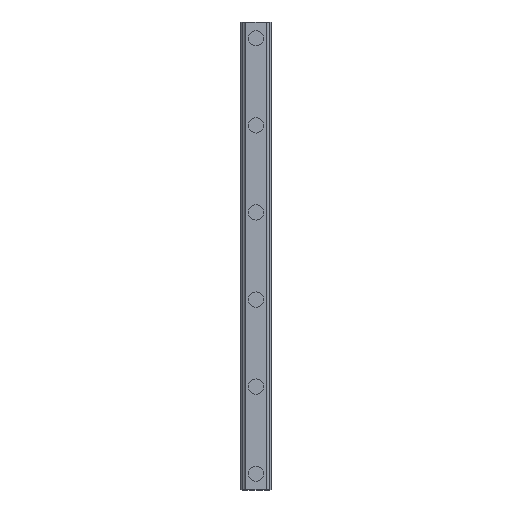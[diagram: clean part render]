
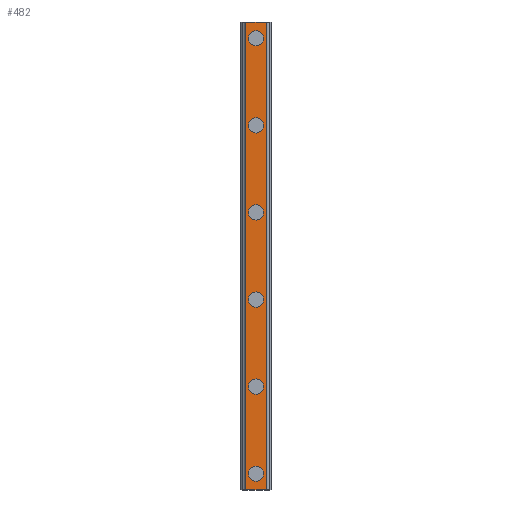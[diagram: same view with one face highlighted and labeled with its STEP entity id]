
A CAD part, top view. The second image highlights one B-rep face of the part: STEP entity #482.
In plain terms, the highlighted planar face has unit normal (0, 0, 1).
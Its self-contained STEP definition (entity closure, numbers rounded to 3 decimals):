
#482=ADVANCED_FACE('',(#998,#999,#1000,#1001,#1002,#1003,#1004),#1005,.T.);
#998=FACE_BOUND('',#1535,.T.);
#999=FACE_BOUND('',#1536,.T.);
#1000=FACE_BOUND('',#1537,.T.);
#1001=FACE_BOUND('',#1538,.T.);
#1002=FACE_BOUND('',#1539,.T.);
#1003=FACE_BOUND('',#1540,.T.);
#1004=FACE_OUTER_BOUND('',#1541,.T.);
#1005=PLANE('',#1542);
#1535=EDGE_LOOP('',(#2952,#2953));
#1536=EDGE_LOOP('',(#2954,#2955));
#1537=EDGE_LOOP('',(#2956,#2957));
#1538=EDGE_LOOP('',(#2958,#2959));
#1539=EDGE_LOOP('',(#2960,#2961));
#1540=EDGE_LOOP('',(#2962,#2963));
#1541=EDGE_LOOP('',(#2964,#2965,#2966,#2967));
#1542=AXIS2_PLACEMENT_3D('',#2968,#2969,#2970);
#2952=ORIENTED_EDGE('',*,*,#3221,.T.);
#2953=ORIENTED_EDGE('',*,*,#3633,.T.);
#2954=ORIENTED_EDGE('',*,*,#3211,.T.);
#2955=ORIENTED_EDGE('',*,*,#3639,.T.);
#2956=ORIENTED_EDGE('',*,*,#3201,.T.);
#2957=ORIENTED_EDGE('',*,*,#3645,.T.);
#2958=ORIENTED_EDGE('',*,*,#3191,.T.);
#2959=ORIENTED_EDGE('',*,*,#3651,.T.);
#2960=ORIENTED_EDGE('',*,*,#3181,.T.);
#2961=ORIENTED_EDGE('',*,*,#3657,.T.);
#2962=ORIENTED_EDGE('',*,*,#3171,.T.);
#2963=ORIENTED_EDGE('',*,*,#3663,.T.);
#2964=ORIENTED_EDGE('',*,*,#3607,.T.);
#2965=ORIENTED_EDGE('',*,*,#3720,.F.);
#2966=ORIENTED_EDGE('',*,*,#3471,.T.);
#2967=ORIENTED_EDGE('',*,*,#3718,.T.);
#2968=CARTESIAN_POINT('',(0.,430.0,26.));
#2969=DIRECTION('',(0.0,0.0,1.0));
#2970=DIRECTION('',(-1.0,0.0,0.0));
#3171=EDGE_CURVE('',#3782,#3779,#3783,.T.);
#3181=EDGE_CURVE('',#3800,#3797,#3801,.T.);
#3191=EDGE_CURVE('',#3818,#3815,#3819,.T.);
#3201=EDGE_CURVE('',#3836,#3833,#3837,.T.);
#3211=EDGE_CURVE('',#3854,#3851,#3855,.T.);
#3221=EDGE_CURVE('',#3872,#3869,#3873,.T.);
#3471=EDGE_CURVE('',#4251,#4249,#4252,.T.);
#3607=EDGE_CURVE('',#4478,#4476,#4479,.T.);
#3633=EDGE_CURVE('',#3869,#3872,#4528,.T.);
#3639=EDGE_CURVE('',#3851,#3854,#4534,.T.);
#3645=EDGE_CURVE('',#3833,#3836,#4540,.T.);
#3651=EDGE_CURVE('',#3815,#3818,#4546,.T.);
#3657=EDGE_CURVE('',#3797,#3800,#4552,.T.);
#3663=EDGE_CURVE('',#3779,#3782,#4558,.T.);
#3718=EDGE_CURVE('',#4249,#4478,#4613,.T.);
#3720=EDGE_CURVE('',#4251,#4476,#4615,.T.);
#3779=VERTEX_POINT('',#4676);
#3782=VERTEX_POINT('',#4680);
#3783=CIRCLE('',#4681,7.0);
#3797=VERTEX_POINT('',#4698);
#3800=VERTEX_POINT('',#4702);
#3801=CIRCLE('',#4703,7.0);
#3815=VERTEX_POINT('',#4720);
#3818=VERTEX_POINT('',#4724);
#3819=CIRCLE('',#4725,7.0);
#3833=VERTEX_POINT('',#4742);
#3836=VERTEX_POINT('',#4746);
#3837=CIRCLE('',#4747,7.0);
#3851=VERTEX_POINT('',#4764);
#3854=VERTEX_POINT('',#4768);
#3855=CIRCLE('',#4769,7.0);
#3869=VERTEX_POINT('',#4786);
#3872=VERTEX_POINT('',#4790);
#3873=CIRCLE('',#4791,7.0);
#4249=VERTEX_POINT('',#5308);
#4251=VERTEX_POINT('',#5311);
#4252=LINE('',#5312,#5313);
#4476=VERTEX_POINT('',#5625);
#4478=VERTEX_POINT('',#5628);
#4479=LINE('',#5629,#5630);
#4528=CIRCLE('',#5692,7.0);
#4534=CIRCLE('',#5698,7.0);
#4540=CIRCLE('',#5704,7.0);
#4546=CIRCLE('',#5710,7.0);
#4552=CIRCLE('',#5716,7.0);
#4558=CIRCLE('',#5722,7.0);
#4613=LINE('',#5802,#5803);
#4615=LINE('',#5805,#5806);
#4676=CARTESIAN_POINT('',(7.0,15.0,26.));
#4680=CARTESIAN_POINT('',(-7.0,15.0,26.));
#4681=AXIS2_PLACEMENT_3D('',#5887,#5888,#5889);
#4698=CARTESIAN_POINT('',(7.0,95.0,26.));
#4702=CARTESIAN_POINT('',(-7.0,95.0,26.));
#4703=AXIS2_PLACEMENT_3D('',#5903,#5904,#5905);
#4720=CARTESIAN_POINT('',(7.0,175.0,26.));
#4724=CARTESIAN_POINT('',(-7.0,175.0,26.));
#4725=AXIS2_PLACEMENT_3D('',#5919,#5920,#5921);
#4742=CARTESIAN_POINT('',(7.0,255.0,26.));
#4746=CARTESIAN_POINT('',(-7.0,255.0,26.));
#4747=AXIS2_PLACEMENT_3D('',#5935,#5936,#5937);
#4764=CARTESIAN_POINT('',(7.0,335.0,26.));
#4768=CARTESIAN_POINT('',(-7.0,335.0,26.));
#4769=AXIS2_PLACEMENT_3D('',#5951,#5952,#5953);
#4786=CARTESIAN_POINT('',(7.0,415.0,26.));
#4790=CARTESIAN_POINT('',(-7.0,415.0,26.));
#4791=AXIS2_PLACEMENT_3D('',#5967,#5968,#5969);
#5308=CARTESIAN_POINT('',(-9.342,430.0,26.));
#5311=CARTESIAN_POINT('',(9.342,430.0,26.));
#5312=CARTESIAN_POINT('',(9.342,430.0,26.));
#5313=VECTOR('',#6238,1.0);
#5625=CARTESIAN_POINT('',(9.342,0.0,26.));
#5628=CARTESIAN_POINT('',(-9.342,0.0,26.));
#5629=CARTESIAN_POINT('',(9.342,0.0,26.));
#5630=VECTOR('',#6394,1.0);
#5692=AXIS2_PLACEMENT_3D('',#6441,#6442,#6443);
#5698=AXIS2_PLACEMENT_3D('',#6450,#6451,#6452);
#5704=AXIS2_PLACEMENT_3D('',#6459,#6460,#6461);
#5710=AXIS2_PLACEMENT_3D('',#6468,#6469,#6470);
#5716=AXIS2_PLACEMENT_3D('',#6477,#6478,#6479);
#5722=AXIS2_PLACEMENT_3D('',#6486,#6487,#6488);
#5802=CARTESIAN_POINT('',(-9.342,430.0,26.));
#5803=VECTOR('',#6520,1.0);
#5805=CARTESIAN_POINT('',(9.342,430.0,26.));
#5806=VECTOR('',#6521,1.0);
#5887=CARTESIAN_POINT('',(0.0,15.0,26.));
#5888=DIRECTION('',(0.0,0.0,-1.0));
#5889=DIRECTION('',(1.0,0.0,0.0));
#5903=CARTESIAN_POINT('',(0.0,95.0,26.));
#5904=DIRECTION('',(0.0,0.0,-1.0));
#5905=DIRECTION('',(1.0,0.0,0.0));
#5919=CARTESIAN_POINT('',(0.0,175.0,26.));
#5920=DIRECTION('',(0.0,0.0,-1.0));
#5921=DIRECTION('',(1.0,0.0,0.0));
#5935=CARTESIAN_POINT('',(0.0,255.0,26.));
#5936=DIRECTION('',(0.0,0.0,-1.0));
#5937=DIRECTION('',(1.0,0.0,0.0));
#5951=CARTESIAN_POINT('',(0.0,335.0,26.));
#5952=DIRECTION('',(0.0,0.0,-1.0));
#5953=DIRECTION('',(1.0,0.0,0.0));
#5967=CARTESIAN_POINT('',(0.0,415.0,26.));
#5968=DIRECTION('',(0.0,0.0,-1.0));
#5969=DIRECTION('',(1.0,0.0,0.0));
#6238=DIRECTION('',(-1.0,0.0,0.0));
#6394=DIRECTION('',(1.0,0.0,0.0));
#6441=CARTESIAN_POINT('',(0.0,415.0,26.));
#6442=DIRECTION('',(0.0,0.0,-1.0));
#6443=DIRECTION('',(1.0,0.0,0.0));
#6450=CARTESIAN_POINT('',(0.0,335.0,26.));
#6451=DIRECTION('',(0.0,0.0,-1.0));
#6452=DIRECTION('',(1.0,0.0,0.0));
#6459=CARTESIAN_POINT('',(0.0,255.0,26.));
#6460=DIRECTION('',(0.0,0.0,-1.0));
#6461=DIRECTION('',(1.0,0.0,0.0));
#6468=CARTESIAN_POINT('',(0.0,175.0,26.));
#6469=DIRECTION('',(0.0,0.0,-1.0));
#6470=DIRECTION('',(1.0,0.0,0.0));
#6477=CARTESIAN_POINT('',(0.0,95.0,26.));
#6478=DIRECTION('',(0.0,0.0,-1.0));
#6479=DIRECTION('',(1.0,0.0,0.0));
#6486=CARTESIAN_POINT('',(0.0,15.0,26.));
#6487=DIRECTION('',(0.0,0.0,-1.0));
#6488=DIRECTION('',(1.0,0.0,0.0));
#6520=DIRECTION('',(0.0,-1.0,0.0));
#6521=DIRECTION('',(0.0,-1.0,0.0));
